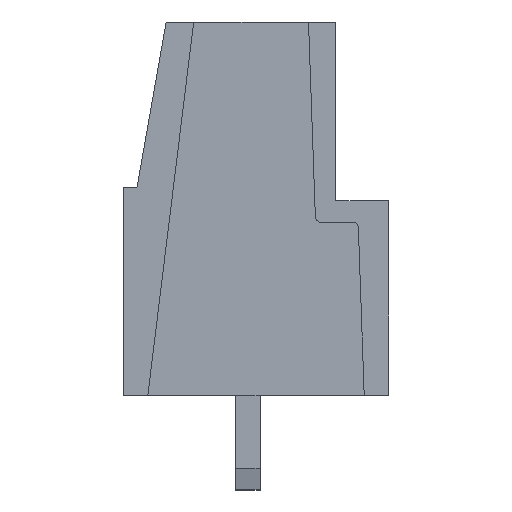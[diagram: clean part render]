
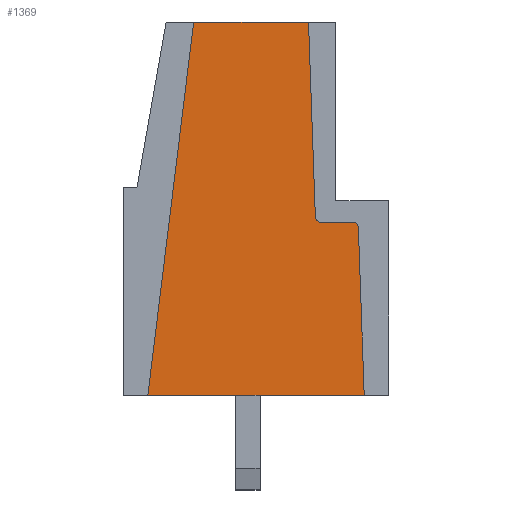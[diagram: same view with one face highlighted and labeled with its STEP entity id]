
A CAD part, left-side view. The second image highlights one B-rep face of the part: STEP entity #1369.
In plain terms, the highlighted planar face has unit normal (-1, 0, 0).
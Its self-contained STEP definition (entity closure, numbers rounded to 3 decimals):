
#1369 = ADVANCED_FACE( '', ( #2800 ), #2801, .T. );
#2800 = FACE_OUTER_BOUND( '', #4258, .T. );
#2801 = PLANE( '', #4259 );
#4258 = EDGE_LOOP( '', ( #8248, #8249, #8250, #8251, #8252, #8253, #8254, #8255 ) );
#4259 = AXIS2_PLACEMENT_3D( '', #8256, #8257, #8258 );
#8248 = ORIENTED_EDGE( '', *, *, #8977, .T. );
#8249 = ORIENTED_EDGE( '', *, *, #10158, .F. );
#8250 = ORIENTED_EDGE( '', *, *, #10023, .T. );
#8251 = ORIENTED_EDGE( '', *, *, #9748, .F. );
#8252 = ORIENTED_EDGE( '', *, *, #9052, .T. );
#8253 = ORIENTED_EDGE( '', *, *, #10210, .T. );
#8254 = ORIENTED_EDGE( '', *, *, #9588, .T. );
#8255 = ORIENTED_EDGE( '', *, *, #9225, .T. );
#8256 = CARTESIAN_POINT( '', ( -3., -8.205, 3.359 ) );
#8257 = DIRECTION( '', ( -1., 0., 0. ) );
#8258 = DIRECTION( '', ( 0., 0., 1. ) );
#8977 = EDGE_CURVE( '', #10886, #10884, #10887, .T. );
#9052 = EDGE_CURVE( '', #11018, #11015, #11019, .T. );
#9225 = EDGE_CURVE( '', #11298, #10886, #11302, .T. );
#9588 = EDGE_CURVE( '', #11869, #11298, #11872, .T. );
#9748 = EDGE_CURVE( '', #11018, #12095, #12096, .T. );
#10023 = EDGE_CURVE( '', #12458, #12095, #12462, .T. );
#10158 = EDGE_CURVE( '', #12458, #10884, #12626, .T. );
#10210 = EDGE_CURVE( '', #11015, #11869, #12682, .T. );
#10884 = VERTEX_POINT( '', #13581 );
#10886 = VERTEX_POINT( '', #13584 );
#10887 = LINE( '', #13585, #13586 );
#11015 = VERTEX_POINT( '', #13763 );
#11018 = VERTEX_POINT( '', #13767 );
#11019 = LINE( '', #13768, #13769 );
#11298 = VERTEX_POINT( '', #14175 );
#11302 = CIRCLE( '', #14180, 0.2 );
#11869 = VERTEX_POINT( '', #15031 );
#11872 = LINE( '', #15036, #15037 );
#12095 = VERTEX_POINT( '', #15366 );
#12096 = LINE( '', #15367, #15368 );
#12458 = VERTEX_POINT( '', #15895 );
#12462 = LINE( '', #15901, #15902 );
#12626 = LINE( '', #16144, #16145 );
#12682 = CIRCLE( '', #16226, 0.2 );
#13581 = CARTESIAN_POINT( '', ( -3., -6.842, 13.8 ) );
#13584 = CARTESIAN_POINT( '', ( -3., -7.093, 6.593 ) );
#13585 = CARTESIAN_POINT( '', ( -3., -7.093, 6.593 ) );
#13586 = VECTOR( '', #16726, 1000. );
#13763 = CARTESIAN_POINT( '', ( -3., -8.683, 6.207 ) );
#13767 = CARTESIAN_POINT( '', ( -3., -8.9, 0. ) );
#13768 = CARTESIAN_POINT( '', ( -3., -8.9, 0. ) );
#13769 = VECTOR( '', #16813, 1000. );
#14175 = CARTESIAN_POINT( '', ( -3., -7.293, 6.4 ) );
#14180 = AXIS2_PLACEMENT_3D( '', #16966, #16967, #16968 );
#15031 = CARTESIAN_POINT( '', ( -3., -8.483, 6.4 ) );
#15036 = CARTESIAN_POINT( '', ( -3., -8.483, 6.4 ) );
#15037 = VECTOR( '', #17297, 1000. );
#15366 = CARTESIAN_POINT( '', ( -3., -0.9, 0. ) );
#15367 = CARTESIAN_POINT( '', ( -3., -8.9, 0. ) );
#15368 = VECTOR( '', #17422, 1000. );
#15895 = CARTESIAN_POINT( '', ( -3., -2.594, 13.8 ) );
#15901 = CARTESIAN_POINT( '', ( -3., -2.594, 13.8 ) );
#15902 = VECTOR( '', #17656, 1000. );
#16144 = CARTESIAN_POINT( '', ( -3., -2.594, 13.8 ) );
#16145 = VECTOR( '', #17747, 1000. );
#16226 = AXIS2_PLACEMENT_3D( '', #17779, #17780, #17781 );
#16726 = DIRECTION( '', ( 0., 0.035, 0.999 ) );
#16813 = DIRECTION( '', ( 0., 0.035, 0.999 ) );
#16966 = CARTESIAN_POINT( '', ( -3., -7.293, 6.6 ) );
#16967 = DIRECTION( '', ( 1., 0., 0. ) );
#16968 = DIRECTION( '', ( 0., 0., -1. ) );
#17297 = DIRECTION( '', ( 0., 1., 0. ) );
#17422 = DIRECTION( '', ( 0., 1., 0. ) );
#17656 = DIRECTION( '', ( 0., 0.122, -0.993 ) );
#17747 = DIRECTION( '', ( 0., -1., 0. ) );
#17779 = CARTESIAN_POINT( '', ( -3., -8.483, 6.2 ) );
#17780 = DIRECTION( '', ( -1., 0., 0. ) );
#17781 = DIRECTION( '', ( 0., -0.999, 0.035 ) );
